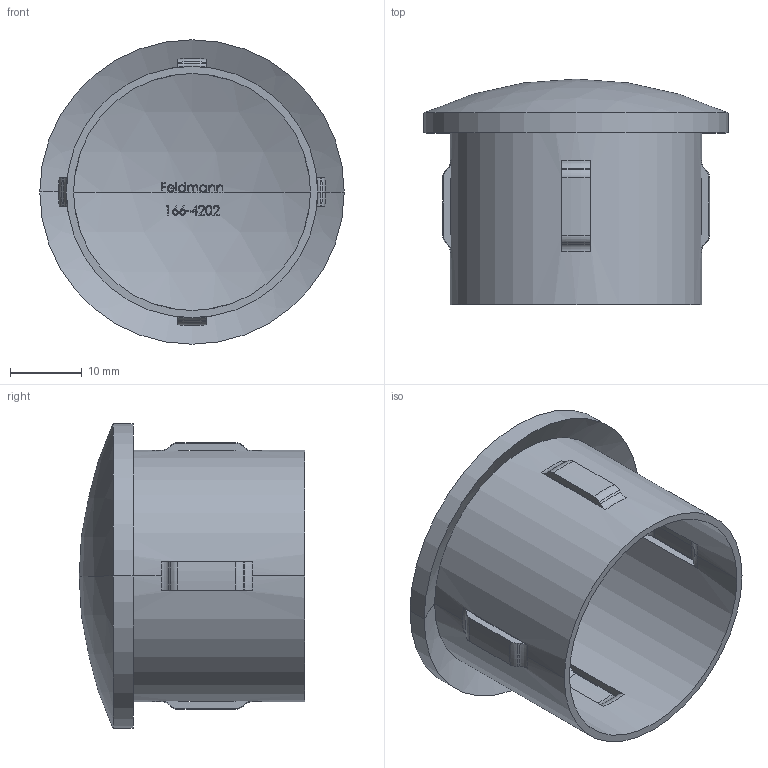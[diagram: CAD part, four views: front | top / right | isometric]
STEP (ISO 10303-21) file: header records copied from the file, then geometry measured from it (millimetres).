
FILE_DESCRIPTION (( 'STEP AP203' ), '1' );
FILE_NAME ('166-4202.step', '2019-09-13T12:01:18', ( '' ), ( '' ), 'SwSTEP 2.0', 'SolidWorks 2015', '' );
FILE_SCHEMA (( 'CONFIG_CONTROL_DESIGN' ));
Length unit declared in the file: millimetre
Products named in the file (1): 166-4202
Bounding box: 42.4 x 31.4 x 42.4 mm (x, y, z)
Volume: 6479.5 mm3; surface area: 9027 mm2
Topology: 1 solids, 1 shells, 313 faces, 865 edges, 558 vertices
Faces by surface type: plane 112, bspline 87, torus 40, sphere 38, cone 20, cylinder 16
Entity records: 14123 total; most frequent: CARTESIAN_POINT 6596, ORIENTED_EDGE 1730, DIRECTION 1342, EDGE_CURVE 865, VERTEX_POINT 558, AXIS2_PLACEMENT_3D 548, EDGE_LOOP 333, CIRCLE 321
